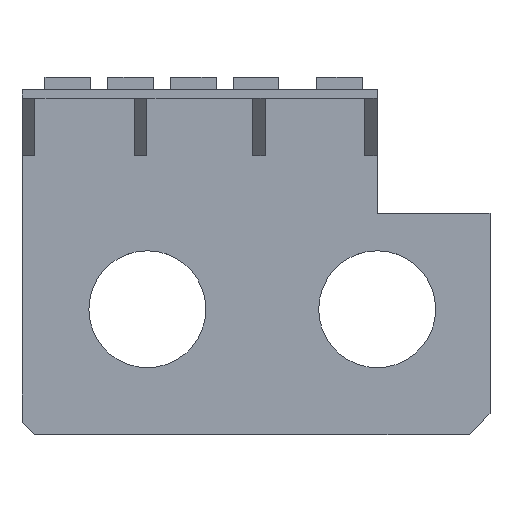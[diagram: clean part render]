
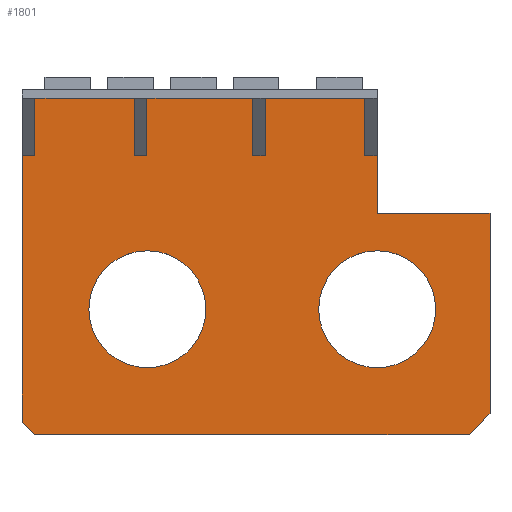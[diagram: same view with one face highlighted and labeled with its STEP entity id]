
A CAD part, top view. The second image highlights one B-rep face of the part: STEP entity #1801.
In plain terms, the highlighted planar face has unit normal (0, 0, 1).
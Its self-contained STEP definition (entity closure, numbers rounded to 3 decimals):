
#17=FACE_BOUND('',#147,.T.);
#18=FACE_BOUND('',#148,.T.);
#40=CIRCLE('',#1913,14.);
#41=CIRCLE('',#1914,14.);
#49=FACE_OUTER_BOUND('',#146,.T.);
#146=EDGE_LOOP('',(#1207,#1208,#1209,#1210,#1211,#1212,#1213,#1214,#1215,
#1216,#1217,#1218,#1219,#1220,#1221,#1222,#1223,#1224,#1225,#1226,#1227,
#1228));
#147=EDGE_LOOP('',(#1229));
#148=EDGE_LOOP('',(#1230));
#263=LINE('',#2471,#515);
#264=LINE('',#2474,#516);
#267=LINE('',#2480,#519);
#271=LINE('',#2487,#523);
#272=LINE('',#2490,#524);
#275=LINE('',#2496,#527);
#276=LINE('',#2498,#528);
#277=LINE('',#2500,#529);
#278=LINE('',#2502,#530);
#279=LINE('',#2504,#531);
#280=LINE('',#2506,#532);
#281=LINE('',#2508,#533);
#282=LINE('',#2510,#534);
#283=LINE('',#2512,#535);
#284=LINE('',#2514,#536);
#285=LINE('',#2516,#537);
#286=LINE('',#2518,#538);
#287=LINE('',#2520,#539);
#288=LINE('',#2522,#540);
#289=LINE('',#2524,#541);
#290=LINE('',#2526,#542);
#291=LINE('',#2527,#543);
#515=VECTOR('',#2014,10.);
#516=VECTOR('',#2017,10.);
#519=VECTOR('',#2022,10.);
#523=VECTOR('',#2028,10.);
#524=VECTOR('',#2031,10.);
#527=VECTOR('',#2036,10.);
#528=VECTOR('',#2037,10.);
#529=VECTOR('',#2038,10.);
#530=VECTOR('',#2039,10.);
#531=VECTOR('',#2040,10.);
#532=VECTOR('',#2041,10.);
#533=VECTOR('',#2042,10.);
#534=VECTOR('',#2043,10.);
#535=VECTOR('',#2044,10.);
#536=VECTOR('',#2045,10.);
#537=VECTOR('',#2046,10.);
#538=VECTOR('',#2047,10.);
#539=VECTOR('',#2048,10.);
#540=VECTOR('',#2049,10.);
#541=VECTOR('',#2050,10.);
#542=VECTOR('',#2051,10.);
#543=VECTOR('',#2052,10.);
#765=VERTEX_POINT('',#2466);
#767=VERTEX_POINT('',#2469);
#768=VERTEX_POINT('',#2473);
#770=VERTEX_POINT('',#2479);
#772=VERTEX_POINT('',#2485);
#773=VERTEX_POINT('',#2489);
#775=VERTEX_POINT('',#2495);
#776=VERTEX_POINT('',#2497);
#777=VERTEX_POINT('',#2499);
#778=VERTEX_POINT('',#2501);
#779=VERTEX_POINT('',#2503);
#780=VERTEX_POINT('',#2505);
#781=VERTEX_POINT('',#2507);
#782=VERTEX_POINT('',#2509);
#783=VERTEX_POINT('',#2511);
#784=VERTEX_POINT('',#2513);
#785=VERTEX_POINT('',#2515);
#786=VERTEX_POINT('',#2517);
#787=VERTEX_POINT('',#2519);
#788=VERTEX_POINT('',#2521);
#789=VERTEX_POINT('',#2523);
#790=VERTEX_POINT('',#2525);
#791=VERTEX_POINT('',#2528);
#792=VERTEX_POINT('',#2530);
#935=EDGE_CURVE('',#765,#767,#263,.T.);
#936=EDGE_CURVE('',#768,#765,#264,.T.);
#939=EDGE_CURVE('',#770,#768,#267,.T.);
#943=EDGE_CURVE('',#767,#772,#271,.T.);
#944=EDGE_CURVE('',#773,#770,#272,.T.);
#947=EDGE_CURVE('',#772,#775,#275,.T.);
#948=EDGE_CURVE('',#775,#776,#276,.T.);
#949=EDGE_CURVE('',#776,#777,#277,.T.);
#950=EDGE_CURVE('',#777,#778,#278,.T.);
#951=EDGE_CURVE('',#778,#779,#279,.T.);
#952=EDGE_CURVE('',#779,#780,#280,.T.);
#953=EDGE_CURVE('',#780,#781,#281,.T.);
#954=EDGE_CURVE('',#781,#782,#282,.T.);
#955=EDGE_CURVE('',#783,#782,#283,.T.);
#956=EDGE_CURVE('',#784,#783,#284,.T.);
#957=EDGE_CURVE('',#784,#785,#285,.T.);
#958=EDGE_CURVE('',#786,#785,#286,.T.);
#959=EDGE_CURVE('',#787,#786,#287,.T.);
#960=EDGE_CURVE('',#788,#787,#288,.T.);
#961=EDGE_CURVE('',#789,#788,#289,.T.);
#962=EDGE_CURVE('',#789,#790,#290,.T.);
#963=EDGE_CURVE('',#790,#773,#291,.T.);
#964=EDGE_CURVE('',#791,#791,#40,.T.);
#965=EDGE_CURVE('',#792,#792,#41,.T.);
#1207=ORIENTED_EDGE('',*,*,#939,.T.);
#1208=ORIENTED_EDGE('',*,*,#936,.T.);
#1209=ORIENTED_EDGE('',*,*,#935,.T.);
#1210=ORIENTED_EDGE('',*,*,#943,.T.);
#1211=ORIENTED_EDGE('',*,*,#947,.T.);
#1212=ORIENTED_EDGE('',*,*,#948,.T.);
#1213=ORIENTED_EDGE('',*,*,#949,.T.);
#1214=ORIENTED_EDGE('',*,*,#950,.T.);
#1215=ORIENTED_EDGE('',*,*,#951,.T.);
#1216=ORIENTED_EDGE('',*,*,#952,.T.);
#1217=ORIENTED_EDGE('',*,*,#953,.T.);
#1218=ORIENTED_EDGE('',*,*,#954,.T.);
#1219=ORIENTED_EDGE('',*,*,#955,.F.);
#1220=ORIENTED_EDGE('',*,*,#956,.F.);
#1221=ORIENTED_EDGE('',*,*,#957,.T.);
#1222=ORIENTED_EDGE('',*,*,#958,.F.);
#1223=ORIENTED_EDGE('',*,*,#959,.F.);
#1224=ORIENTED_EDGE('',*,*,#960,.F.);
#1225=ORIENTED_EDGE('',*,*,#961,.F.);
#1226=ORIENTED_EDGE('',*,*,#962,.T.);
#1227=ORIENTED_EDGE('',*,*,#963,.T.);
#1228=ORIENTED_EDGE('',*,*,#944,.T.);
#1229=ORIENTED_EDGE('',*,*,#964,.T.);
#1230=ORIENTED_EDGE('',*,*,#965,.T.);
#1706=PLANE('',#1912);
#1801=ADVANCED_FACE('',(#49,#17,#18),#1706,.T.);
#1912=AXIS2_PLACEMENT_3D('',#2494,#2034,#2035);
#1913=AXIS2_PLACEMENT_3D('',#2529,#2053,#2054);
#1914=AXIS2_PLACEMENT_3D('',#2531,#2055,#2056);
#2014=DIRECTION('',(0.,1.,0.));
#2017=DIRECTION('',(-1.,0.,0.));
#2022=DIRECTION('',(0.,-1.,0.));
#2028=DIRECTION('',(-1.,0.,0.));
#2031=DIRECTION('',(-1.,0.,0.));
#2034=DIRECTION('center_axis',(0.,0.,1.));
#2035=DIRECTION('ref_axis',(-1.,0.,0.));
#2036=DIRECTION('',(0.,-1.,0.));
#2037=DIRECTION('',(-1.,0.,0.));
#2038=DIRECTION('',(0.,1.,0.));
#2039=DIRECTION('',(-1.,0.,0.));
#2040=DIRECTION('',(0.,-1.,0.));
#2041=DIRECTION('',(-1.,0.,0.));
#2042=DIRECTION('',(0.,1.,0.));
#2043=DIRECTION('',(-1.,0.,0.));
#2044=DIRECTION('',(0.,1.,0.));
#2045=DIRECTION('',(-0.707,0.707,0.));
#2046=DIRECTION('',(1.,0.,0.));
#2047=DIRECTION('',(-0.707,-0.707,0.));
#2048=DIRECTION('',(0.,-1.,0.));
#2049=DIRECTION('',(1.,0.,0.));
#2050=DIRECTION('',(0.,-1.,0.));
#2051=DIRECTION('',(-1.,0.,0.));
#2052=DIRECTION('',(0.,1.,0.));
#2053=DIRECTION('center_axis',(0.,0.,-1.));
#2054=DIRECTION('ref_axis',(-1.,0.,0.));
#2055=DIRECTION('center_axis',(0.,0.,-1.));
#2056=DIRECTION('ref_axis',(-1.,0.,0.));
#2466=CARTESIAN_POINT('',(55.2,-12.75,23.));
#2469=CARTESIAN_POINT('',(55.2,1.,23.));
#2471=CARTESIAN_POINT('',(55.2,-16.188,23.));
#2473=CARTESIAN_POINT('',(58.2,-12.75,23.));
#2474=CARTESIAN_POINT('',(82.85,-12.75,23.));
#2479=CARTESIAN_POINT('',(58.2,1.,23.));
#2480=CARTESIAN_POINT('',(58.2,-16.188,23.));
#2485=CARTESIAN_POINT('',(29.9,1.,23.));
#2487=CARTESIAN_POINT('',(54.5,1.,23.));
#2489=CARTESIAN_POINT('',(82.,1.,23.));
#2490=CARTESIAN_POINT('',(54.5,1.,23.));
#2494=CARTESIAN_POINT('Origin',(109.,-26.5,23.));
#2495=CARTESIAN_POINT('',(29.9,-12.75,23.));
#2496=CARTESIAN_POINT('',(29.9,-16.188,23.));
#2497=CARTESIAN_POINT('',(26.9,-12.75,23.));
#2498=CARTESIAN_POINT('',(68.7,-12.75,23.));
#2499=CARTESIAN_POINT('',(26.9,1.,23.));
#2500=CARTESIAN_POINT('',(26.9,-16.188,23.));
#2501=CARTESIAN_POINT('',(3.1,1.,23.));
#2502=CARTESIAN_POINT('',(54.5,1.,23.));
#2503=CARTESIAN_POINT('',(3.1,-12.75,23.));
#2504=CARTESIAN_POINT('',(3.1,-16.188,23.));
#2505=CARTESIAN_POINT('',(0.1,-12.75,23.));
#2506=CARTESIAN_POINT('',(54.55,-12.75,23.));
#2507=CARTESIAN_POINT('',(0.1,1.,23.));
#2508=CARTESIAN_POINT('',(0.1,-16.188,23.));
#2509=CARTESIAN_POINT('',(0.,1.,23.));
#2510=CARTESIAN_POINT('',(54.5,1.,23.));
#2511=CARTESIAN_POINT('',(0.,-76.5,23.));
#2512=CARTESIAN_POINT('',(0.,-13.25,23.));
#2513=CARTESIAN_POINT('',(3.,-79.5,23.));
#2514=CARTESIAN_POINT('',(15.5,-92.,23.));
#2515=CARTESIAN_POINT('',(107.,-79.5,23.));
#2516=CARTESIAN_POINT('',(109.,-79.5,23.));
#2517=CARTESIAN_POINT('',(112.,-74.5,23.));
#2518=CARTESIAN_POINT('',(122.,-64.5,23.));
#2519=CARTESIAN_POINT('',(112.,-26.5,23.));
#2520=CARTESIAN_POINT('',(112.,-26.5,23.));
#2521=CARTESIAN_POINT('',(85.,-26.5,23.));
#2522=CARTESIAN_POINT('',(109.,-26.5,23.));
#2523=CARTESIAN_POINT('',(85.,-12.75,23.));
#2524=CARTESIAN_POINT('',(85.,0.,23.));
#2525=CARTESIAN_POINT('',(82.,-12.75,23.));
#2526=CARTESIAN_POINT('',(97.,-12.75,23.));
#2527=CARTESIAN_POINT('',(82.,-16.188,23.));
#2528=CARTESIAN_POINT('',(44.,-49.5,23.));
#2529=CARTESIAN_POINT('Origin',(30.,-49.5,23.));
#2530=CARTESIAN_POINT('',(99.,-49.5,23.));
#2531=CARTESIAN_POINT('Origin',(85.,-49.5,23.));
